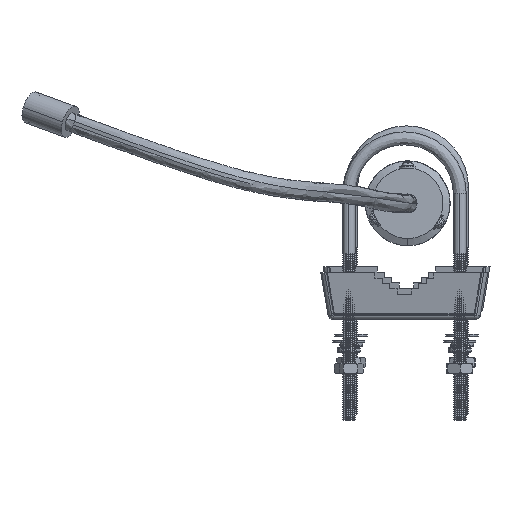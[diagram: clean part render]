
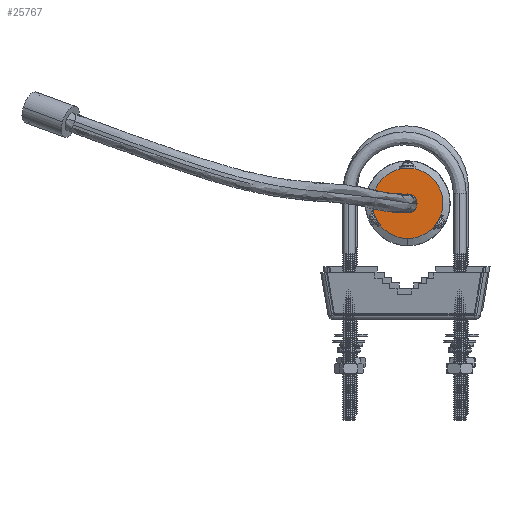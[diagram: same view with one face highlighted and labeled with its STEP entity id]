
A CAD part, front view. The second image highlights one B-rep face of the part: STEP entity #25767.
In plain terms, the highlighted planar face has unit normal (0, -1, 0).
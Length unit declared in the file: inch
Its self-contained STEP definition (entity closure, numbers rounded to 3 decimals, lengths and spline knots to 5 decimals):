
#572 = FACE_OUTER_BOUND ( 'NONE', #24034, .T. ) ;
#577 = FACE_BOUND ( 'NONE', #25726, .T. ) ;
#2831 = AXIS2_PLACEMENT_3D ( 'NONE', #3343, #3846, #3866 ) ;
#2832 = PLANE ( 'NONE',  #2831 ) ;
#3343 = CARTESIAN_POINT ( 'NONE',  ( 0., 0., 0. ) ) ;
#3846 = DIRECTION ( 'NONE',  ( 0., 1., 0. ) ) ;
#3866 = DIRECTION ( 'NONE',  ( 0., 0., 1. ) ) ;
#12187 = DIRECTION ( 'NONE',  ( 0., 0., -1. ) ) ;
#12188 = DIRECTION ( 'NONE',  ( 0., -1., 0. ) ) ;
#12189 = CARTESIAN_POINT ( 'NONE',  ( 0., 0., 0. ) ) ;
#12190 = AXIS2_PLACEMENT_3D ( 'NONE', #12189, #12188, #12187 ) ;
#12197 = CIRCLE ( 'NONE', #12190, 0.2 ) ;
#12426 = CARTESIAN_POINT ( 'NONE',  ( 0., 0., 0.2 ) ) ;
#12458 = CARTESIAN_POINT ( 'NONE',  ( 0., 0., -0.2 ) ) ;
#12483 = CARTESIAN_POINT ( 'NONE',  ( 0., 0., 0. ) ) ;
#12486 = CARTESIAN_POINT ( 'NONE',  ( 0., 0., 0.75 ) ) ;
#12524 = DIRECTION ( 'NONE',  ( 0., 0., 1. ) ) ;
#12525 = DIRECTION ( 'NONE',  ( 0., 1., 0. ) ) ;
#12526 = AXIS2_PLACEMENT_3D ( 'NONE', #12483, #12525, #12524 ) ;
#12540 = CIRCLE ( 'NONE', #12526, 0.75 ) ;
#13142 = CARTESIAN_POINT ( 'NONE',  ( 0., 0., -0.75 ) ) ;
#14584 = DIRECTION ( 'NONE',  ( 0., 0., 1. ) ) ;
#14585 = DIRECTION ( 'NONE',  ( 0., 1., 0. ) ) ;
#14586 = CARTESIAN_POINT ( 'NONE',  ( 0., 0., 0. ) ) ;
#14593 = AXIS2_PLACEMENT_3D ( 'NONE', #14586, #14585, #14584 ) ;
#14594 = CIRCLE ( 'NONE', #14593, 0.75 ) ;
#18337 = CARTESIAN_POINT ( 'NONE',  ( 0., 0., 0. ) ) ;
#18340 = CIRCLE ( 'NONE', #18382, 0.2 ) ;
#18373 = DIRECTION ( 'NONE',  ( 0., 0., -1. ) ) ;
#18380 = DIRECTION ( 'NONE',  ( 0., -1., 0. ) ) ;
#18382 = AXIS2_PLACEMENT_3D ( 'NONE', #18337, #18380, #18373 ) ;
#20097 = EDGE_CURVE ( 'NONE', #20267, #20279, #12197, .T. ) ;
#20267 = VERTEX_POINT ( 'NONE', #12426 ) ;
#20279 = VERTEX_POINT ( 'NONE', #12458 ) ;
#20293 = VERTEX_POINT ( 'NONE', #12486 ) ;
#20300 = EDGE_CURVE ( 'NONE', #20293, #20899, #12540, .T. ) ;
#20899 = VERTEX_POINT ( 'NONE', #13142 ) ;
#23173 = EDGE_CURVE ( 'NONE', #20279, #20267, #18340, .T. ) ;
#23182 = ORIENTED_EDGE ( 'NONE', *, *, #20300, .F. ) ;
#24020 = ORIENTED_EDGE ( 'NONE', *, *, #24055, .F. ) ;
#24034 = EDGE_LOOP ( 'NONE', ( #23182, #24020 ) ) ;
#24048 = ORIENTED_EDGE ( 'NONE', *, *, #23173, .F. ) ;
#24055 = EDGE_CURVE ( 'NONE', #20899, #20293, #14594, .T. ) ;
#25665 = ORIENTED_EDGE ( 'NONE', *, *, #20097, .F. ) ;
#25726 = EDGE_LOOP ( 'NONE', ( #24048, #25665 ) ) ;
#25767 = ADVANCED_FACE ( 'NONE', ( #577, #572 ), #2832, .F. ) ;
